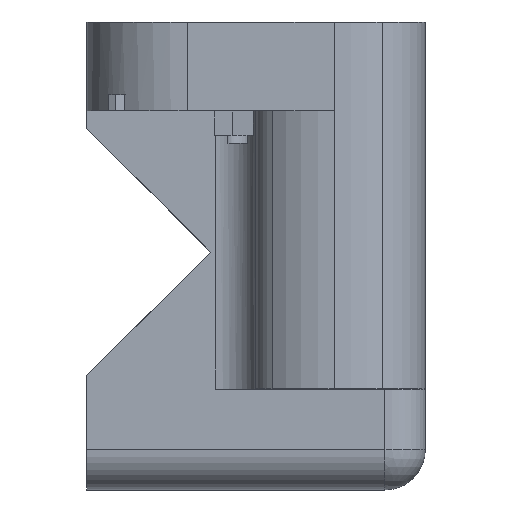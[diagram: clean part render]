
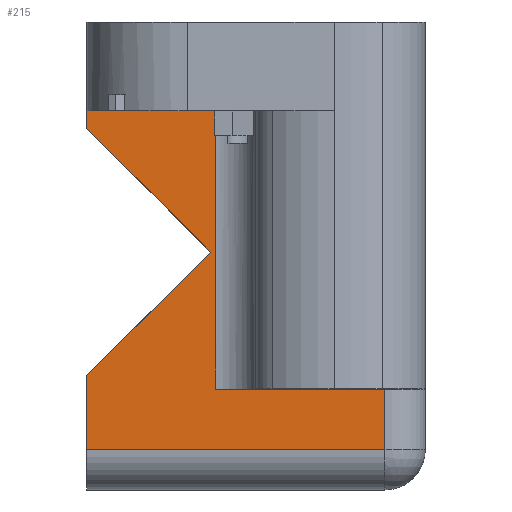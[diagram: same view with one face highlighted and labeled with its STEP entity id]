
A CAD part, top view. The second image highlights one B-rep face of the part: STEP entity #215.
In plain terms, the highlighted planar face has unit normal (0, 0, 1).
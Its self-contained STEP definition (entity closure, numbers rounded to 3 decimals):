
#15 = VECTOR ( 'NONE', #291, 1000. ) ;
#71 = CARTESIAN_POINT ( 'NONE',  ( 27.088, 12.5, 16.4 ) ) ;
#101 = CARTESIAN_POINT ( 'NONE',  ( 37., 86.726, 16.4 ) ) ;
#117 = VECTOR ( 'NONE', #778, 1000. ) ;
#128 = DIRECTION ( 'NONE',  ( -1., 0., 0. ) ) ;
#136 = CARTESIAN_POINT ( 'NONE',  ( 15.902, 86.726, 16.4 ) ) ;
#164 = ORIENTED_EDGE ( 'NONE', *, *, #230, .T. ) ;
#191 = VECTOR ( 'NONE', #983, 1000. ) ;
#215 = ADVANCED_FACE ( 'NONE', ( #2134 ), #1615, .F. ) ;
#230 = EDGE_CURVE ( 'NONE', #1721, #388, #658, .T. ) ;
#238 = CARTESIAN_POINT ( 'NONE',  ( 12.7, 47., 16.4 ) ) ;
#248 = ORIENTED_EDGE ( 'NONE', *, *, #574, .T. ) ;
#265 = VECTOR ( 'NONE', #1208, 1000. ) ;
#276 = DIRECTION ( 'NONE',  ( -1., 0., 0. ) ) ;
#291 = DIRECTION ( 'NONE',  ( 0., 1., 0. ) ) ;
#292 = VECTOR ( 'NONE', #436, 1000. ) ;
#323 = LINE ( 'NONE', #1628, #1636 ) ;
#353 = CARTESIAN_POINT ( 'NONE',  ( 0., 47., 16.4 ) ) ;
#379 = VECTOR ( 'NONE', #530, 1000. ) ;
#388 = VERTEX_POINT ( 'NONE', #741 ) ;
#389 = LINE ( 'NONE', #1053, #1032 ) ;
#405 = EDGE_CURVE ( 'NONE', #519, #763, #1416, .T. ) ;
#422 = LINE ( 'NONE', #101, #15 ) ;
#432 = ORIENTED_EDGE ( 'NONE', *, *, #902, .T. ) ;
#436 = DIRECTION ( 'NONE',  ( -0.707, 0.707, 0. ) ) ;
#498 = DIRECTION ( 'NONE',  ( 1., 0., 0. ) ) ;
#519 = VERTEX_POINT ( 'NONE', #794 ) ;
#524 = ORIENTED_EDGE ( 'NONE', *, *, #1942, .T. ) ;
#530 = DIRECTION ( 'NONE',  ( 0.707, 0.707, 0. ) ) ;
#552 = CARTESIAN_POINT ( 'NONE',  ( 0., 44., 16.4 ) ) ;
#554 = CARTESIAN_POINT ( 'NONE',  ( 15.35, 29.5, 16.4 ) ) ;
#574 = EDGE_CURVE ( 'NONE', #1484, #1721, #323, .T. ) ;
#585 = ORIENTED_EDGE ( 'NONE', *, *, #1768, .T. ) ;
#588 = ORIENTED_EDGE ( 'NONE', *, *, #1243, .T. ) ;
#599 = ORIENTED_EDGE ( 'NONE', *, *, #405, .T. ) ;
#605 = CARTESIAN_POINT ( 'NONE',  ( 0., 14.15, 16.4 ) ) ;
#629 = LINE ( 'NONE', #1420, #1230 ) ;
#641 = LINE ( 'NONE', #1935, #1402 ) ;
#658 = LINE ( 'NONE', #974, #191 ) ;
#670 = VERTEX_POINT ( 'NONE', #675 ) ;
#675 = CARTESIAN_POINT ( 'NONE',  ( 37., 5., 16.4 ) ) ;
#718 = DIRECTION ( 'NONE',  ( -1., 0., 0. ) ) ;
#727 = VERTEX_POINT ( 'NONE', #1840 ) ;
#729 = LINE ( 'NONE', #1386, #885 ) ;
#734 = DIRECTION ( 'NONE',  ( -1., 0., 0. ) ) ;
#737 = CARTESIAN_POINT ( 'NONE',  ( 16., 12.5, 16.4 ) ) ;
#741 = CARTESIAN_POINT ( 'NONE',  ( 0., 44.85, 16.4 ) ) ;
#749 = CARTESIAN_POINT ( 'NONE',  ( 16., 44., 16.4 ) ) ;
#763 = VERTEX_POINT ( 'NONE', #71 ) ;
#767 = CARTESIAN_POINT ( 'NONE',  ( 0., 44.85, 16.4 ) ) ;
#776 = DIRECTION ( 'NONE',  ( -1., 0., 0. ) ) ;
#777 = VECTOR ( 'NONE', #734, 1000. ) ;
#778 = DIRECTION ( 'NONE',  ( 0., -1., 0. ) ) ;
#794 = CARTESIAN_POINT ( 'NONE',  ( 34.312, 12.5, 16.4 ) ) ;
#795 = EDGE_CURVE ( 'NONE', #1751, #727, #1894, .T. ) ;
#822 = EDGE_CURVE ( 'NONE', #1884, #1751, #729, .T. ) ;
#823 = LINE ( 'NONE', #1668, #1608 ) ;
#885 = VECTOR ( 'NONE', #1715, 1000. ) ;
#902 = EDGE_CURVE ( 'NONE', #1870, #1484, #641, .T. ) ;
#933 = ORIENTED_EDGE ( 'NONE', *, *, #1916, .F. ) ;
#937 = DIRECTION ( 'NONE',  ( -1., 0., 0. ) ) ;
#949 = DIRECTION ( 'NONE',  ( 0., 0., -1. ) ) ;
#974 = CARTESIAN_POINT ( 'NONE',  ( 0., 86.726, 16.4 ) ) ;
#983 = DIRECTION ( 'NONE',  ( 0., -1., 0. ) ) ;
#1032 = VECTOR ( 'NONE', #718, 1000. ) ;
#1053 = CARTESIAN_POINT ( 'NONE',  ( 21., 12.5, 16.4 ) ) ;
#1073 = DIRECTION ( 'NONE',  ( 0., -1., 0. ) ) ;
#1104 = ORIENTED_EDGE ( 'NONE', *, *, #1522, .F. ) ;
#1175 = LINE ( 'NONE', #554, #379 ) ;
#1184 = EDGE_LOOP ( 'NONE', ( #524, #1990, #1387, #933, #432, #248, #164, #1287, #1104, #1939, #1275, #588, #585, #599 ) ) ;
#1208 = DIRECTION ( 'NONE',  ( -1., 0., 0. ) ) ;
#1216 = LINE ( 'NONE', #1385, #1472 ) ;
#1230 = VECTOR ( 'NONE', #276, 1000. ) ;
#1243 = EDGE_CURVE ( 'NONE', #670, #1470, #422, .T. ) ;
#1254 = CARTESIAN_POINT ( 'NONE',  ( 21., 12.5, 16.4 ) ) ;
#1262 = LINE ( 'NONE', #136, #117 ) ;
#1275 = ORIENTED_EDGE ( 'NONE', *, *, #1657, .T. ) ;
#1284 = CARTESIAN_POINT ( 'NONE',  ( 0., 5., 16.4 ) ) ;
#1287 = ORIENTED_EDGE ( 'NONE', *, *, #1893, .F. ) ;
#1329 = VERTEX_POINT ( 'NONE', #605 ) ;
#1330 = AXIS2_PLACEMENT_3D ( 'NONE', #2114, #949, #776 ) ;
#1385 = CARTESIAN_POINT ( 'NONE',  ( 0., 86.726, 16.4 ) ) ;
#1386 = CARTESIAN_POINT ( 'NONE',  ( 16., 43., 16.4 ) ) ;
#1387 = ORIENTED_EDGE ( 'NONE', *, *, #795, .T. ) ;
#1402 = VECTOR ( 'NONE', #128, 1000. ) ;
#1416 = LINE ( 'NONE', #1254, #777 ) ;
#1420 = CARTESIAN_POINT ( 'NONE',  ( 21., 12.5, 16.4 ) ) ;
#1470 = VERTEX_POINT ( 'NONE', #1703 ) ;
#1472 = VECTOR ( 'NONE', #1073, 1000. ) ;
#1484 = VERTEX_POINT ( 'NONE', #238 ) ;
#1522 = EDGE_CURVE ( 'NONE', #1329, #1581, #1175, .T. ) ;
#1581 = VERTEX_POINT ( 'NONE', #2039 ) ;
#1608 = VECTOR ( 'NONE', #498, 1000. ) ;
#1615 = PLANE ( 'NONE',  #1330 ) ;
#1628 = CARTESIAN_POINT ( 'NONE',  ( 0., 47., 16.4 ) ) ;
#1636 = VECTOR ( 'NONE', #937, 1000. ) ;
#1657 = EDGE_CURVE ( 'NONE', #1948, #670, #823, .T. ) ;
#1668 = CARTESIAN_POINT ( 'NONE',  ( 0., 5., 16.4 ) ) ;
#1703 = CARTESIAN_POINT ( 'NONE',  ( 37., 12.5, 16.4 ) ) ;
#1715 = DIRECTION ( 'NONE',  ( 0., 1., 0. ) ) ;
#1721 = VERTEX_POINT ( 'NONE', #353 ) ;
#1751 = VERTEX_POINT ( 'NONE', #749 ) ;
#1768 = EDGE_CURVE ( 'NONE', #1470, #519, #389, .T. ) ;
#1825 = EDGE_CURVE ( 'NONE', #1329, #1948, #1216, .T. ) ;
#1840 = CARTESIAN_POINT ( 'NONE',  ( 15.902, 44., 16.4 ) ) ;
#1870 = VERTEX_POINT ( 'NONE', #1872 ) ;
#1872 = CARTESIAN_POINT ( 'NONE',  ( 15.902, 47., 16.4 ) ) ;
#1884 = VERTEX_POINT ( 'NONE', #737 ) ;
#1893 = EDGE_CURVE ( 'NONE', #1581, #388, #2082, .T. ) ;
#1894 = LINE ( 'NONE', #552, #265 ) ;
#1916 = EDGE_CURVE ( 'NONE', #1870, #727, #1262, .T. ) ;
#1935 = CARTESIAN_POINT ( 'NONE',  ( 0., 47., 16.4 ) ) ;
#1939 = ORIENTED_EDGE ( 'NONE', *, *, #1825, .T. ) ;
#1942 = EDGE_CURVE ( 'NONE', #763, #1884, #629, .T. ) ;
#1948 = VERTEX_POINT ( 'NONE', #1284 ) ;
#1990 = ORIENTED_EDGE ( 'NONE', *, *, #822, .T. ) ;
#2039 = CARTESIAN_POINT ( 'NONE',  ( 15.35, 29.5, 16.4 ) ) ;
#2082 = LINE ( 'NONE', #767, #292 ) ;
#2114 = CARTESIAN_POINT ( 'NONE',  ( 0., 86.726, 16.4 ) ) ;
#2134 = FACE_OUTER_BOUND ( 'NONE', #1184, .T. ) ;
